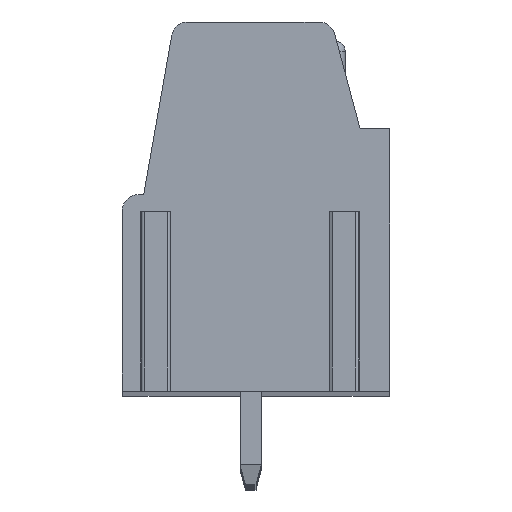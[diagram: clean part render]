
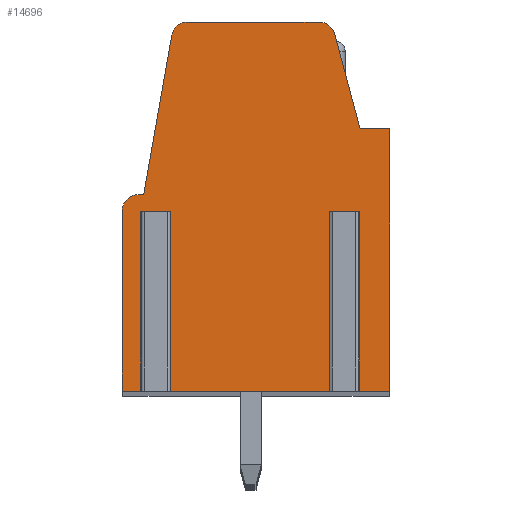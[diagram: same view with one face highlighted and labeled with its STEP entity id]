
A CAD part, top view. The second image highlights one B-rep face of the part: STEP entity #14696.
In plain terms, the highlighted planar face has unit normal (0, 0, 1).
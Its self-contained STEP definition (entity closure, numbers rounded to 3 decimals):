
#13=DIRECTION('',(-1.,0.,0.));
#14=VECTOR('',#13,0.62);
#15=CARTESIAN_POINT('',(3.61,-0.65,114.3));
#16=LINE('',#15,#14);
#17=DIRECTION('',(0.,1.,0.));
#18=VECTOR('',#17,6.7);
#19=CARTESIAN_POINT('',(2.99,-7.35,114.3));
#20=LINE('',#19,#18);
#21=DIRECTION('',(1.,0.,0.));
#22=VECTOR('',#21,6.43);
#23=CARTESIAN_POINT('',(-3.44,-7.35,114.3));
#24=LINE('',#23,#22);
#25=DIRECTION('',(0.,1.,0.));
#26=VECTOR('',#25,6.7);
#27=CARTESIAN_POINT('',(-3.44,-7.35,114.3));
#28=LINE('',#27,#26);
#29=DIRECTION('',(-1.,0.,0.));
#30=VECTOR('',#29,0.62);
#31=CARTESIAN_POINT('',(-3.44,-0.65,114.3));
#32=LINE('',#31,#30);
#33=DIRECTION('',(0.,1.,0.));
#34=VECTOR('',#33,6.7);
#35=CARTESIAN_POINT('',(-4.06,-7.35,114.3));
#36=LINE('',#35,#34);
#37=DIRECTION('',(1.,0.,0.));
#38=VECTOR('',#37,0.94);
#39=CARTESIAN_POINT('',(-5.,-7.35,114.3));
#40=LINE('',#39,#38);
#41=DIRECTION('',(0.,-1.,0.));
#42=VECTOR('',#41,6.75);
#43=CARTESIAN_POINT('',(-5.,-0.6,114.3));
#44=LINE('',#43,#42);
#45=CARTESIAN_POINT('',(-4.4,-0.6,114.3));
#46=DIRECTION('',(0.,0.,1.));
#47=DIRECTION('',(0.,1.,0.));
#48=AXIS2_PLACEMENT_3D('',#45,#46,#47);
#50=DIRECTION('',(-1.,0.,0.));
#51=VECTOR('',#50,0.2);
#52=CARTESIAN_POINT('',(-4.2,0.,114.3));
#53=LINE('',#52,#51);
#54=DIRECTION('',(-0.174,-0.985,0.));
#55=VECTOR('',#54,6.046);
#56=CARTESIAN_POINT('',(-3.15,5.954,114.3));
#57=LINE('',#56,#55);
#58=CARTESIAN_POINT('',(-2.559,5.85,114.3));
#59=DIRECTION('',(0.,0.,1.));
#60=DIRECTION('',(0.,1.,0.));
#61=AXIS2_PLACEMENT_3D('',#58,#59,#60);
#63=DIRECTION('',(-1.,0.,0.));
#64=VECTOR('',#63,4.917);
#65=CARTESIAN_POINT('',(2.358,6.45,114.3));
#66=LINE('',#65,#64);
#67=CARTESIAN_POINT('',(2.358,5.85,114.3));
#68=DIRECTION('',(0.,0.,1.));
#69=DIRECTION('',(0.966,0.259,0.));
#70=AXIS2_PLACEMENT_3D('',#67,#68,#69);
#72=DIRECTION('',(-0.259,0.966,0.));
#73=VECTOR('',#72,3.681);
#74=CARTESIAN_POINT('',(3.89,2.45,114.3));
#75=LINE('',#74,#73);
#76=DIRECTION('',(-1.,0.,0.));
#77=VECTOR('',#76,1.11);
#78=CARTESIAN_POINT('',(5.,2.45,114.3));
#79=LINE('',#78,#77);
#80=DIRECTION('',(0.,1.,0.));
#81=VECTOR('',#80,9.8);
#82=CARTESIAN_POINT('',(5.,-7.35,114.3));
#83=LINE('',#82,#81);
#84=DIRECTION('',(1.,0.,0.));
#85=VECTOR('',#84,1.39);
#86=CARTESIAN_POINT('',(3.61,-7.35,114.3));
#87=LINE('',#86,#85);
#88=DIRECTION('',(0.,1.,0.));
#89=VECTOR('',#88,6.7);
#90=CARTESIAN_POINT('',(3.61,-7.35,114.3));
#91=LINE('',#90,#89);
#11620=CARTESIAN_POINT('',(-5.,-0.6,114.3));
#11621=CARTESIAN_POINT('',(-5.,-7.35,114.3));
#11622=VERTEX_POINT('',#11620);
#11623=VERTEX_POINT('',#11621);
#11624=CARTESIAN_POINT('',(5.,-7.35,114.3));
#11625=CARTESIAN_POINT('',(5.,2.45,114.3));
#11626=VERTEX_POINT('',#11624);
#11627=VERTEX_POINT('',#11625);
#11628=CARTESIAN_POINT('',(3.89,2.45,114.3));
#11629=VERTEX_POINT('',#11628);
#11630=CARTESIAN_POINT('',(2.937,6.005,114.3));
#11631=VERTEX_POINT('',#11630);
#11632=CARTESIAN_POINT('',(2.358,6.45,114.3));
#11633=VERTEX_POINT('',#11632);
#11634=CARTESIAN_POINT('',(-2.559,6.45,114.3));
#11635=VERTEX_POINT('',#11634);
#11636=CARTESIAN_POINT('',(-3.15,5.954,114.3));
#11637=VERTEX_POINT('',#11636);
#11638=CARTESIAN_POINT('',(-4.2,0.,114.3));
#11639=VERTEX_POINT('',#11638);
#11640=CARTESIAN_POINT('',(-4.4,0.,114.3));
#11641=VERTEX_POINT('',#11640);
#11760=CARTESIAN_POINT('',(3.61,-0.65,114.3));
#11761=CARTESIAN_POINT('',(2.99,-0.65,114.3));
#11762=VERTEX_POINT('',#11760);
#11763=VERTEX_POINT('',#11761);
#11764=CARTESIAN_POINT('',(-3.44,-0.65,114.3));
#11765=CARTESIAN_POINT('',(-4.06,-0.65,114.3));
#11766=VERTEX_POINT('',#11764);
#11767=VERTEX_POINT('',#11765);
#11768=CARTESIAN_POINT('',(-4.06,-7.35,114.3));
#11769=VERTEX_POINT('',#11768);
#11770=CARTESIAN_POINT('',(-3.44,-7.35,114.3));
#11771=VERTEX_POINT('',#11770);
#11772=CARTESIAN_POINT('',(3.61,-7.35,114.3));
#11773=VERTEX_POINT('',#11772);
#11774=CARTESIAN_POINT('',(2.99,-7.35,114.3));
#11775=VERTEX_POINT('',#11774);
#14651=CARTESIAN_POINT('',(0.,0.,114.3));
#14652=DIRECTION('',(0.,0.,1.));
#14653=DIRECTION('',(1.,0.,0.));
#14654=AXIS2_PLACEMENT_3D('',#14651,#14652,#14653);
#14655=PLANE('',#14654);
#14657=ORIENTED_EDGE('',*,*,#14656,.T.);
#14659=ORIENTED_EDGE('',*,*,#14658,.F.);
#14661=ORIENTED_EDGE('',*,*,#14660,.F.);
#14663=ORIENTED_EDGE('',*,*,#14662,.T.);
#14665=ORIENTED_EDGE('',*,*,#14664,.T.);
#14667=ORIENTED_EDGE('',*,*,#14666,.F.);
#14669=ORIENTED_EDGE('',*,*,#14668,.F.);
#14671=ORIENTED_EDGE('',*,*,#14670,.F.);
#14673=ORIENTED_EDGE('',*,*,#14672,.F.);
#14675=ORIENTED_EDGE('',*,*,#14674,.F.);
#14677=ORIENTED_EDGE('',*,*,#14676,.F.);
#14679=ORIENTED_EDGE('',*,*,#14678,.F.);
#14681=ORIENTED_EDGE('',*,*,#14680,.F.);
#14683=ORIENTED_EDGE('',*,*,#14682,.F.);
#14685=ORIENTED_EDGE('',*,*,#14684,.F.);
#14687=ORIENTED_EDGE('',*,*,#14686,.F.);
#14689=ORIENTED_EDGE('',*,*,#14688,.F.);
#14691=ORIENTED_EDGE('',*,*,#14690,.F.);
#14693=ORIENTED_EDGE('',*,*,#14692,.T.);
#14694=EDGE_LOOP('',(#14657,#14659,#14661,#14663,#14665,#14667,#14669,#14671,
#14673,#14675,#14677,#14679,#14681,#14683,#14685,#14687,#14689,#14691,#14693));
#14695=FACE_OUTER_BOUND('',#14694,.F.);
#49=CIRCLE('',#48,0.6);
#62=CIRCLE('',#61,0.6);
#71=CIRCLE('',#70,0.6);
#14656=EDGE_CURVE('',#11762,#11763,#16,.T.);
#14658=EDGE_CURVE('',#11775,#11763,#20,.T.);
#14660=EDGE_CURVE('',#11771,#11775,#24,.T.);
#14662=EDGE_CURVE('',#11771,#11766,#28,.T.);
#14664=EDGE_CURVE('',#11766,#11767,#32,.T.);
#14666=EDGE_CURVE('',#11769,#11767,#36,.T.);
#14668=EDGE_CURVE('',#11623,#11769,#40,.T.);
#14670=EDGE_CURVE('',#11622,#11623,#44,.T.);
#14672=EDGE_CURVE('',#11641,#11622,#49,.T.);
#14674=EDGE_CURVE('',#11639,#11641,#53,.T.);
#14676=EDGE_CURVE('',#11637,#11639,#57,.T.);
#14678=EDGE_CURVE('',#11635,#11637,#62,.T.);
#14680=EDGE_CURVE('',#11633,#11635,#66,.T.);
#14682=EDGE_CURVE('',#11631,#11633,#71,.T.);
#14684=EDGE_CURVE('',#11629,#11631,#75,.T.);
#14686=EDGE_CURVE('',#11627,#11629,#79,.T.);
#14688=EDGE_CURVE('',#11626,#11627,#83,.T.);
#14690=EDGE_CURVE('',#11773,#11626,#87,.T.);
#14692=EDGE_CURVE('',#11773,#11762,#91,.T.);
#14696=ADVANCED_FACE('',(#14695),#14655,.T.);
